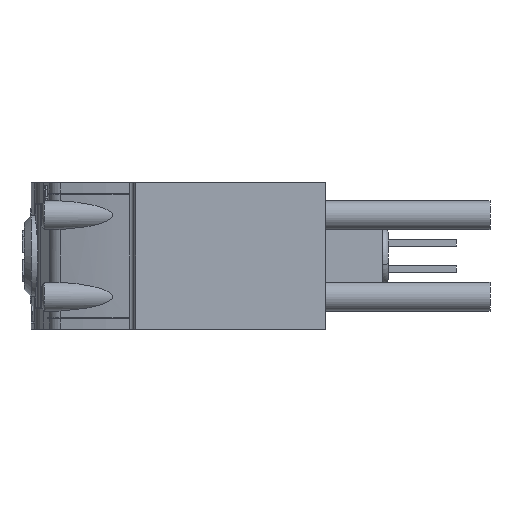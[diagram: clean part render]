
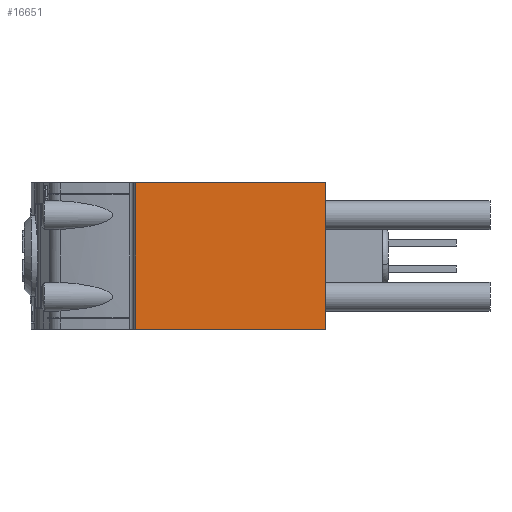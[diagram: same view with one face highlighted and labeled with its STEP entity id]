
A CAD part, left-side view. The second image highlights one B-rep face of the part: STEP entity #16651.
In plain terms, the highlighted planar face has unit normal (-1, 0, 0).
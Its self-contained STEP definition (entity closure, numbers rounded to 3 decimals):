
#252 = CARTESIAN_POINT ( 'NONE',  ( 0., 18.368, 7.1 ) ) ;
#845 = DIRECTION ( 'NONE',  ( 0., -1., 0. ) ) ;
#880 = LINE ( 'NONE', #11823, #6896 ) ;
#1017 = CARTESIAN_POINT ( 'NONE',  ( 0., 18.368, 7.1 ) ) ;
#1605 = FACE_OUTER_BOUND ( 'NONE', #11353, .T. ) ;
#2187 = LINE ( 'NONE', #15813, #16240 ) ;
#2457 = VERTEX_POINT ( 'NONE', #14805 ) ;
#2856 = PLANE ( 'NONE',  #12149 ) ;
#3730 = EDGE_CURVE ( 'NONE', #2457, #13848, #13168, .T. ) ;
#5685 = EDGE_CURVE ( 'NONE', #13294, #15310, #2187, .T. ) ;
#5796 = CARTESIAN_POINT ( 'NONE',  ( 0., 18.368, 7.1 ) ) ;
#6896 = VECTOR ( 'NONE', #17304, 1000. ) ;
#7469 = ORIENTED_EDGE ( 'NONE', *, *, #3730, .T. ) ;
#7595 = CARTESIAN_POINT ( 'NONE',  ( 0., 18.368, -7.1 ) ) ;
#7922 = EDGE_CURVE ( 'NONE', #13294, #2457, #15806, .T. ) ;
#8222 = DIRECTION ( 'NONE',  ( 0., 0., -1. ) ) ;
#8493 = ORIENTED_EDGE ( 'NONE', *, *, #7922, .T. ) ;
#9913 = EDGE_CURVE ( 'NONE', #15310, #13848, #880, .T. ) ;
#11091 = ORIENTED_EDGE ( 'NONE', *, *, #9913, .F. ) ;
#11143 = VECTOR ( 'NONE', #11955, 1000. ) ;
#11353 = EDGE_LOOP ( 'NONE', ( #7469, #11091, #15801, #8493 ) ) ;
#11823 = CARTESIAN_POINT ( 'NONE',  ( 0., 0., 7.1 ) ) ;
#11955 = DIRECTION ( 'NONE',  ( 0., 0., -1. ) ) ;
#12149 = AXIS2_PLACEMENT_3D ( 'NONE', #252, #13627, #8222 ) ;
#12818 = DIRECTION ( 'NONE',  ( 0., -1., 0. ) ) ;
#13168 = LINE ( 'NONE', #7595, #14188 ) ;
#13294 = VERTEX_POINT ( 'NONE', #5796 ) ;
#13627 = DIRECTION ( 'NONE',  ( 1., 0., 0. ) ) ;
#13848 = VERTEX_POINT ( 'NONE', #16080 ) ;
#14188 = VECTOR ( 'NONE', #12818, 1000. ) ;
#14805 = CARTESIAN_POINT ( 'NONE',  ( 0., 18.368, -7.1 ) ) ;
#15310 = VERTEX_POINT ( 'NONE', #17308 ) ;
#15801 = ORIENTED_EDGE ( 'NONE', *, *, #5685, .F. ) ;
#15806 = LINE ( 'NONE', #1017, #11143 ) ;
#15813 = CARTESIAN_POINT ( 'NONE',  ( 0., 18.368, 7.1 ) ) ;
#16080 = CARTESIAN_POINT ( 'NONE',  ( 0., 0., -7.1 ) ) ;
#16240 = VECTOR ( 'NONE', #845, 1000. ) ;
#16651 = ADVANCED_FACE ( 'NONE', ( #1605 ), #2856, .F. ) ;
#17304 = DIRECTION ( 'NONE',  ( 0., 0., -1. ) ) ;
#17308 = CARTESIAN_POINT ( 'NONE',  ( 0., 0., 7.1 ) ) ;
